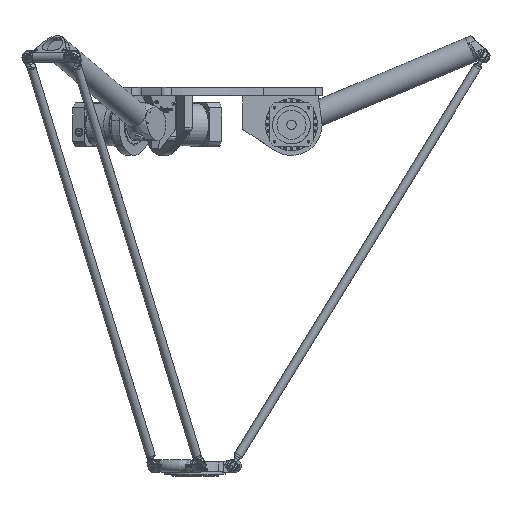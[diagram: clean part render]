
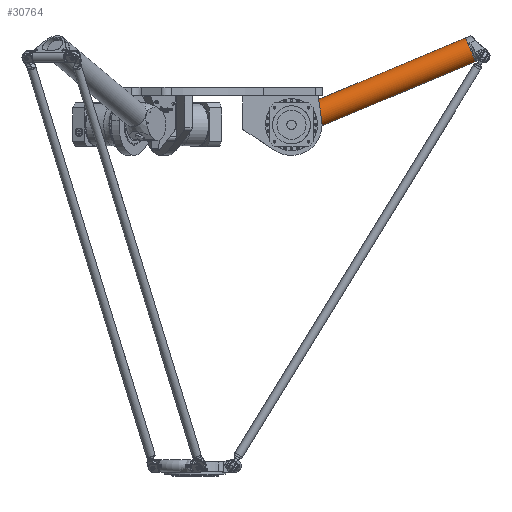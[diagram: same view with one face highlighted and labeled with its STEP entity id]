
A CAD part, front view. The second image highlights one B-rep face of the part: STEP entity #30764.
In plain terms, the highlighted cylindrical face has radius 44 mm (diameter 88 mm), a full revolution.
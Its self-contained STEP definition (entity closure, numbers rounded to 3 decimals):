
#1491=FACE_BOUND('',#8310,.T.);
#3041=CIRCLE('',#34175,44.);
#3042=CIRCLE('',#34176,44.);
#3712=CYLINDRICAL_SURFACE('',#34174,44.);
#5556=FACE_OUTER_BOUND('',#8309,.T.);
#8309=EDGE_LOOP('',(#26836));
#8310=EDGE_LOOP('',(#26837));
#15416=VERTEX_POINT('',#72406);
#15417=VERTEX_POINT('',#72408);
#19260=EDGE_CURVE('',#15416,#15416,#3041,.T.);
#19261=EDGE_CURVE('',#15417,#15417,#3042,.T.);
#26836=ORIENTED_EDGE('',*,*,#19260,.T.);
#26837=ORIENTED_EDGE('',*,*,#19261,.T.);
#30764=ADVANCED_FACE('',(#5556,#1491),#3712,.T.);
#34174=AXIS2_PLACEMENT_3D('',#72405,#42638,#42639);
#34175=AXIS2_PLACEMENT_3D('',#72407,#42640,#42641);
#34176=AXIS2_PLACEMENT_3D('',#72409,#42642,#42643);
#42638=DIRECTION('center_axis',(-1.,0.,0.));
#42639=DIRECTION('ref_axis',(0.,0.,1.));
#42640=DIRECTION('center_axis',(-1.,0.,0.));
#42641=DIRECTION('ref_axis',(0.,0.,1.));
#42642=DIRECTION('center_axis',(1.,0.,0.));
#42643=DIRECTION('ref_axis',(0.,0.,-1.));
#72405=CARTESIAN_POINT('Origin',(92.,0.,0.));
#72406=CARTESIAN_POINT('',(89.9,0.,44.));
#72407=CARTESIAN_POINT('Origin',(89.9,0.,0.));
#72408=CARTESIAN_POINT('',(-485.6,43.,9.327));
#72409=CARTESIAN_POINT('Origin',(-485.6,0.,0.));
